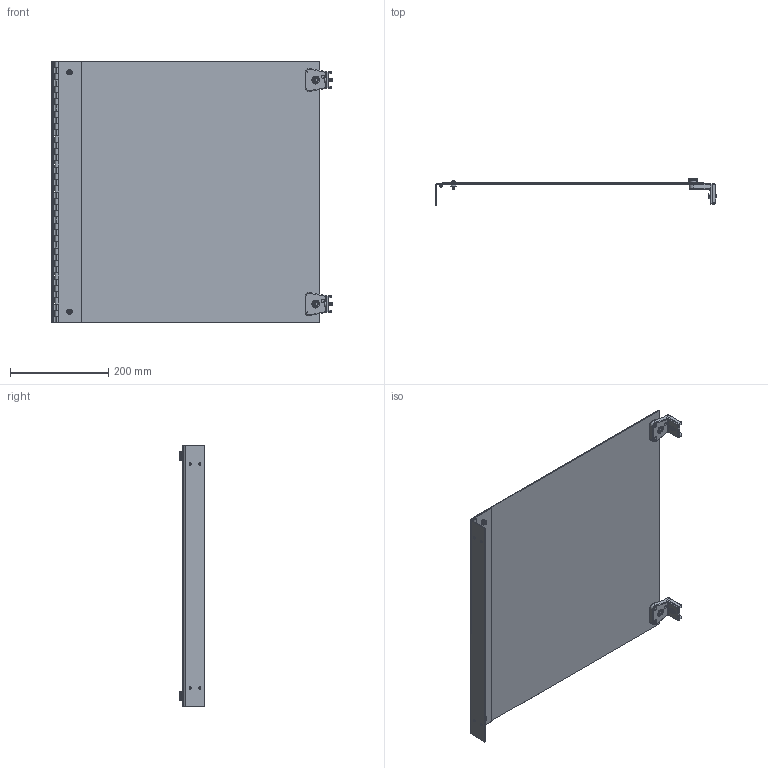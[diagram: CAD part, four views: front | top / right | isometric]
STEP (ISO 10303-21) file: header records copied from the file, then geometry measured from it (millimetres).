
FILE_DESCRIPTION (( 'STEP AP214' ), '1' );
FILE_NAME ('NBPC24-SWP_3D.STEP', '2022-04-27T16:35:41', ( '' ), ( '' ), 'SwSTEP 2.0', 'SolidWorks 2021', '' );
FILE_SCHEMA (( 'AUTOMOTIVE_DESIGN' ));
Length unit declared in the file: inch
Products named in the file (14): Copy of 9912595-82-10_3^Copy of KIT-GPP_ASM_1_NBPC24-SWP; Copy of 24241030_1^Copy of 24241030_ASM_1_Copy of KIT-GPP_ASM_1_NBPC24-SWP; Copy of 9912645-87-10^NBPC24-SWP; Copy of 5000-10A^Copy of HINGE-GSOPK24_ASM_NBPC24-SWP; Copy of 9912521-80-10_1^Copy of 24241030_ASM_1_Copy of KIT-GPP_ASM_1_NBPC24-SWP; Copy of 24241030_ASM_1^Copy of KIT-GPP_ASM_1_NBPC24-SWP; Copy of HINGE-GSOPK24_ASM^NBPC24-SWP; Copy of 9912595-82-10_3^NBPC24-SWP; Copy of 5000-10B^Copy of HINGE-GSOPK24_ASM_NBPC24-SWP; NBPC24-SWP_3D; Copy of PNLB2424AL-104^NBPC24-SWP; Copy of 9912646-87-10^NBPC24-SWP; Copy of KIT-GPP_ASM_1^NBPC24-SWP; Copy of NUT_SELF_CLINCHING_CLA-0420-1^Copy of HINGE-GSOPK24_ASM_NBPC24-SWP
Assembly tree (19 placements, depth 4):
  NBPC24-SWP_3D
    Copy of HINGE-GSOPK24_ASM^NBPC24-SWP
      Copy of 5000-10B^Copy of HINGE-GSOPK24_ASM_NBPC24-SWP
      Copy of 5000-10A^Copy of HINGE-GSOPK24_ASM_NBPC24-SWP
      Copy of NUT_SELF_CLINCHING_CLA-0420-1^Copy of HINGE-GSOPK24_ASM_NBPC24-SWP  x2
    Copy of PNLB2424AL-104^NBPC24-SWP
    Copy of 9912595-82-10_3^NBPC24-SWP  x2
    Copy of 9912646-87-10^NBPC24-SWP  x2
    Copy of 9912645-87-10^NBPC24-SWP  x2
    Copy of KIT-GPP_ASM_1^NBPC24-SWP  x2
      Copy of 24241030_ASM_1^Copy of KIT-GPP_ASM_1_NBPC24-SWP
        Copy of 24241030_1^Copy of 24241030_ASM_1_Copy of KIT-GPP_ASM_1_NBPC24-SWP
        Copy of 9912521-80-10_1^Copy of 24241030_ASM_1_Copy of KIT-GPP_ASM_1_NBPC24-SWP  x2
      Copy of 9912595-82-10_3^Copy of KIT-GPP_ASM_1_NBPC24-SWP
Bounding box: 572.64 x 52.96 x 533.4 mm (x, y, z)
Volume: 718242.5 mm3; surface area: 723920.5 mm2
Topology: 19 solids, 19 shells, 3166 faces, 8498 edges, 5430 vertices
Faces by surface type: plane 1726, cylinder 924, bspline 424, cone 92
Entity records: 67449 total; most frequent: CARTESIAN_POINT 23932, ORIENTED_EDGE 9440, DIRECTION 8322, EDGE_CURVE 4720, VERTEX_POINT 3051, VECTOR 3048, LINE 3048, AXIS2_PLACEMENT_3D 2637
